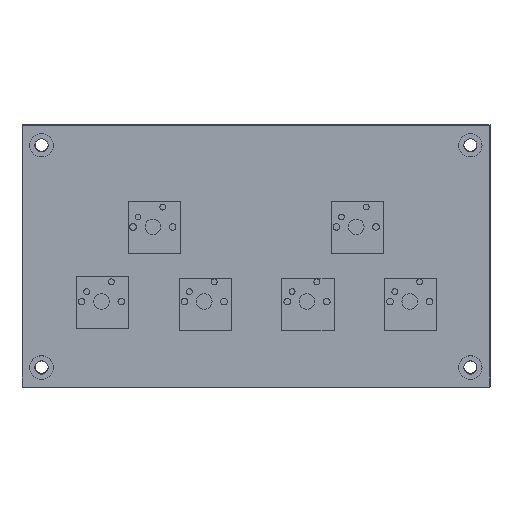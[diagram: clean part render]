
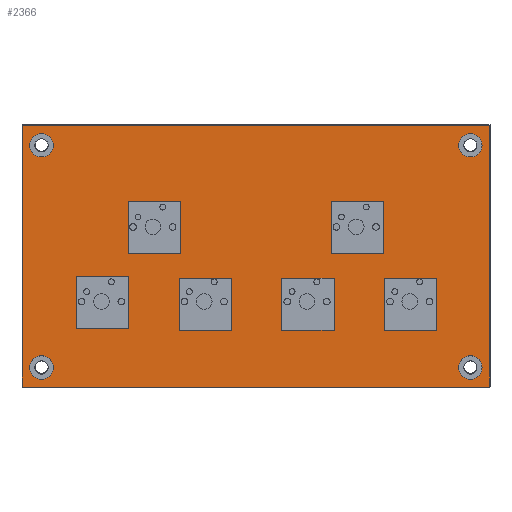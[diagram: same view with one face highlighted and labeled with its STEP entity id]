
A CAD part, top view. The second image highlights one B-rep face of the part: STEP entity #2366.
In plain terms, the highlighted planar face has unit normal (0, 0, 1).
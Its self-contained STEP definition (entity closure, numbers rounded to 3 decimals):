
#68=CIRCLE('',#2530,3.);
#69=CIRCLE('',#2536,3.);
#70=CIRCLE('',#2550,3.);
#71=CIRCLE('',#2552,3.);
#239=FACE_BOUND('',#553,.T.);
#240=FACE_BOUND('',#554,.T.);
#241=FACE_BOUND('',#555,.T.);
#242=FACE_BOUND('',#556,.T.);
#243=FACE_BOUND('',#557,.T.);
#244=FACE_BOUND('',#558,.T.);
#245=FACE_BOUND('',#559,.T.);
#246=FACE_BOUND('',#560,.T.);
#247=FACE_BOUND('',#561,.T.);
#248=FACE_BOUND('',#562,.T.);
#414=FACE_OUTER_BOUND('',#552,.T.);
#552=EDGE_LOOP('',(#1888,#1889,#1890,#1891));
#553=EDGE_LOOP('',(#1892));
#554=EDGE_LOOP('',(#1893));
#555=EDGE_LOOP('',(#1894,#1895,#1896,#1897));
#556=EDGE_LOOP('',(#1898,#1899,#1900,#1901));
#557=EDGE_LOOP('',(#1902,#1903,#1904,#1905));
#558=EDGE_LOOP('',(#1906));
#559=EDGE_LOOP('',(#1907,#1908,#1909,#1910));
#560=EDGE_LOOP('',(#1911));
#561=EDGE_LOOP('',(#1912,#1913,#1914,#1915));
#562=EDGE_LOOP('',(#1916,#1917,#1918,#1919));
#762=LINE('',#3564,#954);
#765=LINE('',#3570,#957);
#768=LINE('',#3576,#960);
#771=LINE('',#3580,#963);
#774=LINE('',#3588,#966);
#777=LINE('',#3594,#969);
#780=LINE('',#3600,#972);
#783=LINE('',#3604,#975);
#787=LINE('',#3616,#979);
#790=LINE('',#3622,#982);
#793=LINE('',#3628,#985);
#796=LINE('',#3632,#988);
#800=LINE('',#3644,#992);
#803=LINE('',#3650,#995);
#806=LINE('',#3656,#998);
#809=LINE('',#3660,#1001);
#812=LINE('',#3668,#1004);
#815=LINE('',#3674,#1007);
#818=LINE('',#3680,#1010);
#821=LINE('',#3684,#1013);
#824=LINE('',#3692,#1016);
#827=LINE('',#3698,#1019);
#830=LINE('',#3704,#1022);
#833=LINE('',#3708,#1025);
#838=LINE('',#3724,#1030);
#841=LINE('',#3730,#1033);
#844=LINE('',#3736,#1036);
#847=LINE('',#3740,#1039);
#954=VECTOR('',#2887,10.);
#957=VECTOR('',#2892,10.);
#960=VECTOR('',#2897,10.);
#963=VECTOR('',#2902,10.);
#966=VECTOR('',#2907,10.);
#969=VECTOR('',#2912,10.);
#972=VECTOR('',#2917,10.);
#975=VECTOR('',#2922,10.);
#979=VECTOR('',#2932,10.);
#982=VECTOR('',#2937,10.);
#985=VECTOR('',#2942,10.);
#988=VECTOR('',#2947,10.);
#992=VECTOR('',#2957,10.);
#995=VECTOR('',#2962,10.);
#998=VECTOR('',#2967,10.);
#1001=VECTOR('',#2972,10.);
#1004=VECTOR('',#2977,10.);
#1007=VECTOR('',#2982,10.);
#1010=VECTOR('',#2987,10.);
#1013=VECTOR('',#2992,10.);
#1016=VECTOR('',#2997,10.);
#1019=VECTOR('',#3002,10.);
#1022=VECTOR('',#3007,10.);
#1025=VECTOR('',#3012,10.);
#1030=VECTOR('',#3027,10.);
#1033=VECTOR('',#3032,10.);
#1036=VECTOR('',#3037,10.);
#1039=VECTOR('',#3042,10.);
#1150=VERTEX_POINT('',#3561);
#1151=VERTEX_POINT('',#3563);
#1153=VERTEX_POINT('',#3569);
#1155=VERTEX_POINT('',#3575);
#1158=VERTEX_POINT('',#3585);
#1159=VERTEX_POINT('',#3587);
#1161=VERTEX_POINT('',#3593);
#1163=VERTEX_POINT('',#3599);
#1164=VERTEX_POINT('',#3606);
#1167=VERTEX_POINT('',#3613);
#1168=VERTEX_POINT('',#3615);
#1170=VERTEX_POINT('',#3621);
#1172=VERTEX_POINT('',#3627);
#1173=VERTEX_POINT('',#3634);
#1176=VERTEX_POINT('',#3641);
#1177=VERTEX_POINT('',#3643);
#1179=VERTEX_POINT('',#3649);
#1181=VERTEX_POINT('',#3655);
#1184=VERTEX_POINT('',#3665);
#1185=VERTEX_POINT('',#3667);
#1187=VERTEX_POINT('',#3673);
#1189=VERTEX_POINT('',#3679);
#1192=VERTEX_POINT('',#3689);
#1193=VERTEX_POINT('',#3691);
#1195=VERTEX_POINT('',#3697);
#1197=VERTEX_POINT('',#3703);
#1198=VERTEX_POINT('',#3710);
#1199=VERTEX_POINT('',#3714);
#1202=VERTEX_POINT('',#3721);
#1203=VERTEX_POINT('',#3723);
#1205=VERTEX_POINT('',#3729);
#1207=VERTEX_POINT('',#3735);
#1382=EDGE_CURVE('',#1151,#1150,#762,.T.);
#1385=EDGE_CURVE('',#1153,#1151,#765,.T.);
#1388=EDGE_CURVE('',#1155,#1153,#768,.T.);
#1391=EDGE_CURVE('',#1150,#1155,#771,.T.);
#1394=EDGE_CURVE('',#1159,#1158,#774,.T.);
#1397=EDGE_CURVE('',#1161,#1159,#777,.T.);
#1400=EDGE_CURVE('',#1163,#1161,#780,.T.);
#1403=EDGE_CURVE('',#1158,#1163,#783,.T.);
#1404=EDGE_CURVE('',#1164,#1164,#68,.T.);
#1408=EDGE_CURVE('',#1168,#1167,#787,.T.);
#1411=EDGE_CURVE('',#1170,#1168,#790,.T.);
#1414=EDGE_CURVE('',#1172,#1170,#793,.T.);
#1417=EDGE_CURVE('',#1167,#1172,#796,.T.);
#1418=EDGE_CURVE('',#1173,#1173,#69,.T.);
#1422=EDGE_CURVE('',#1177,#1176,#800,.T.);
#1425=EDGE_CURVE('',#1179,#1177,#803,.T.);
#1428=EDGE_CURVE('',#1181,#1179,#806,.T.);
#1431=EDGE_CURVE('',#1176,#1181,#809,.T.);
#1434=EDGE_CURVE('',#1185,#1184,#812,.T.);
#1437=EDGE_CURVE('',#1187,#1185,#815,.T.);
#1440=EDGE_CURVE('',#1189,#1187,#818,.T.);
#1443=EDGE_CURVE('',#1184,#1189,#821,.T.);
#1446=EDGE_CURVE('',#1193,#1192,#824,.T.);
#1449=EDGE_CURVE('',#1195,#1193,#827,.T.);
#1452=EDGE_CURVE('',#1197,#1195,#830,.T.);
#1455=EDGE_CURVE('',#1192,#1197,#833,.T.);
#1456=EDGE_CURVE('',#1198,#1198,#70,.T.);
#1458=EDGE_CURVE('',#1199,#1199,#71,.T.);
#1462=EDGE_CURVE('',#1203,#1202,#838,.T.);
#1465=EDGE_CURVE('',#1205,#1203,#841,.T.);
#1468=EDGE_CURVE('',#1207,#1205,#844,.T.);
#1471=EDGE_CURVE('',#1202,#1207,#847,.T.);
#1888=ORIENTED_EDGE('',*,*,#1471,.T.);
#1889=ORIENTED_EDGE('',*,*,#1468,.T.);
#1890=ORIENTED_EDGE('',*,*,#1465,.T.);
#1891=ORIENTED_EDGE('',*,*,#1462,.T.);
#1892=ORIENTED_EDGE('',*,*,#1458,.T.);
#1893=ORIENTED_EDGE('',*,*,#1456,.T.);
#1894=ORIENTED_EDGE('',*,*,#1455,.T.);
#1895=ORIENTED_EDGE('',*,*,#1452,.T.);
#1896=ORIENTED_EDGE('',*,*,#1449,.T.);
#1897=ORIENTED_EDGE('',*,*,#1446,.T.);
#1898=ORIENTED_EDGE('',*,*,#1443,.T.);
#1899=ORIENTED_EDGE('',*,*,#1440,.T.);
#1900=ORIENTED_EDGE('',*,*,#1437,.T.);
#1901=ORIENTED_EDGE('',*,*,#1434,.T.);
#1902=ORIENTED_EDGE('',*,*,#1431,.T.);
#1903=ORIENTED_EDGE('',*,*,#1428,.T.);
#1904=ORIENTED_EDGE('',*,*,#1425,.T.);
#1905=ORIENTED_EDGE('',*,*,#1422,.T.);
#1906=ORIENTED_EDGE('',*,*,#1418,.T.);
#1907=ORIENTED_EDGE('',*,*,#1417,.T.);
#1908=ORIENTED_EDGE('',*,*,#1414,.T.);
#1909=ORIENTED_EDGE('',*,*,#1411,.T.);
#1910=ORIENTED_EDGE('',*,*,#1408,.T.);
#1911=ORIENTED_EDGE('',*,*,#1404,.T.);
#1912=ORIENTED_EDGE('',*,*,#1403,.T.);
#1913=ORIENTED_EDGE('',*,*,#1400,.T.);
#1914=ORIENTED_EDGE('',*,*,#1397,.T.);
#1915=ORIENTED_EDGE('',*,*,#1394,.T.);
#1916=ORIENTED_EDGE('',*,*,#1391,.T.);
#1917=ORIENTED_EDGE('',*,*,#1388,.T.);
#1918=ORIENTED_EDGE('',*,*,#1385,.T.);
#1919=ORIENTED_EDGE('',*,*,#1382,.T.);
#2291=PLANE('',#2557);
#2366=ADVANCED_FACE('',(#414,#239,#240,#241,#242,#243,#244,#245,#246,#247,
#248),#2291,.T.);
#2530=AXIS2_PLACEMENT_3D('',#3607,#2925,#2926);
#2536=AXIS2_PLACEMENT_3D('',#3635,#2950,#2951);
#2550=AXIS2_PLACEMENT_3D('',#3711,#3015,#3016);
#2552=AXIS2_PLACEMENT_3D('',#3715,#3020,#3021);
#2557=AXIS2_PLACEMENT_3D('',#3741,#3043,#3044);
#2887=DIRECTION('',(0.,1.,0.));
#2892=DIRECTION('',(-1.,0.,0.));
#2897=DIRECTION('',(0.,-1.,0.));
#2902=DIRECTION('',(1.,0.,0.));
#2907=DIRECTION('',(0.,-1.,0.));
#2912=DIRECTION('',(1.,0.,0.));
#2917=DIRECTION('',(0.,1.,0.));
#2922=DIRECTION('',(-1.,0.,0.));
#2925=DIRECTION('center_axis',(0.,0.,-1.));
#2926=DIRECTION('ref_axis',(-1.,0.,0.));
#2932=DIRECTION('',(0.,-1.,0.));
#2937=DIRECTION('',(1.,0.,0.));
#2942=DIRECTION('',(0.,1.,0.));
#2947=DIRECTION('',(-1.,0.,0.));
#2950=DIRECTION('center_axis',(0.,0.,-1.));
#2951=DIRECTION('ref_axis',(-1.,0.,0.));
#2957=DIRECTION('',(1.,0.,0.));
#2962=DIRECTION('',(0.,1.,0.));
#2967=DIRECTION('',(-1.,0.,0.));
#2972=DIRECTION('',(0.,-1.,0.));
#2977=DIRECTION('',(-1.,0.,0.));
#2982=DIRECTION('',(0.,-1.,0.));
#2987=DIRECTION('',(1.,0.,0.));
#2992=DIRECTION('',(0.,1.,0.));
#2997=DIRECTION('',(0.,1.,0.));
#3002=DIRECTION('',(-1.,0.,0.));
#3007=DIRECTION('',(0.,-1.,0.));
#3012=DIRECTION('',(1.,0.,0.));
#3015=DIRECTION('center_axis',(0.,0.,-1.));
#3016=DIRECTION('ref_axis',(-1.,0.,0.));
#3020=DIRECTION('center_axis',(0.,0.,-1.));
#3021=DIRECTION('ref_axis',(-1.,0.,0.));
#3027=DIRECTION('',(-1.,0.,0.));
#3032=DIRECTION('',(0.,1.,0.));
#3037=DIRECTION('',(1.,0.,0.));
#3042=DIRECTION('',(0.,-1.,0.));
#3043=DIRECTION('center_axis',(0.,0.,1.));
#3044=DIRECTION('ref_axis',(-1.,0.,0.));
#3561=CARTESIAN_POINT('',(52.991,-9.075,16.));
#3563=CARTESIAN_POINT('',(52.991,-22.475,16.));
#3564=CARTESIAN_POINT('',(52.991,-9.075,16.));
#3569=CARTESIAN_POINT('',(66.391,-22.475,16.));
#3570=CARTESIAN_POINT('',(52.991,-22.475,16.));
#3575=CARTESIAN_POINT('',(66.391,-9.075,16.));
#3576=CARTESIAN_POINT('',(66.391,-22.475,16.));
#3580=CARTESIAN_POINT('',(66.391,-9.075,16.));
#3585=CARTESIAN_POINT('',(0.59,-2.694,16.));
#3587=CARTESIAN_POINT('',(0.59,10.706,16.));
#3588=CARTESIAN_POINT('',(0.59,-2.694,16.));
#3593=CARTESIAN_POINT('',(-12.81,10.706,16.));
#3594=CARTESIAN_POINT('',(0.59,10.706,16.));
#3599=CARTESIAN_POINT('',(-12.81,-2.694,16.));
#3600=CARTESIAN_POINT('',(-12.81,10.706,16.));
#3604=CARTESIAN_POINT('',(-12.81,-2.694,16.));
#3606=CARTESIAN_POINT('',(78.,25.,16.));
#3607=CARTESIAN_POINT('Origin',(75.,25.,16.));
#3613=CARTESIAN_POINT('',(13.687,-22.475,16.));
#3615=CARTESIAN_POINT('',(13.687,-9.075,16.));
#3616=CARTESIAN_POINT('',(13.687,-22.475,16.));
#3621=CARTESIAN_POINT('',(0.287,-9.075,16.));
#3622=CARTESIAN_POINT('',(0.287,-9.075,16.));
#3627=CARTESIAN_POINT('',(0.287,-22.475,16.));
#3628=CARTESIAN_POINT('',(0.287,-9.075,16.));
#3632=CARTESIAN_POINT('',(0.287,-22.475,16.));
#3634=CARTESIAN_POINT('',(-32.,-32.,16.));
#3635=CARTESIAN_POINT('Origin',(-35.,-32.,16.));
#3641=CARTESIAN_POINT('',(52.753,10.706,16.));
#3643=CARTESIAN_POINT('',(39.353,10.706,16.));
#3644=CARTESIAN_POINT('',(39.353,10.706,16.));
#3649=CARTESIAN_POINT('',(39.353,-2.694,16.));
#3650=CARTESIAN_POINT('',(39.353,-2.694,16.));
#3655=CARTESIAN_POINT('',(52.753,-2.694,16.));
#3656=CARTESIAN_POINT('',(52.753,-2.694,16.));
#3660=CARTESIAN_POINT('',(52.753,10.706,16.));
#3665=CARTESIAN_POINT('',(-26.065,-22.075,16.));
#3667=CARTESIAN_POINT('',(-12.665,-22.075,16.));
#3668=CARTESIAN_POINT('',(-26.065,-22.075,16.));
#3673=CARTESIAN_POINT('',(-12.665,-8.675,16.));
#3674=CARTESIAN_POINT('',(-12.665,-8.675,16.));
#3679=CARTESIAN_POINT('',(-26.065,-8.675,16.));
#3680=CARTESIAN_POINT('',(-26.065,-8.675,16.));
#3684=CARTESIAN_POINT('',(-26.065,-22.075,16.));
#3689=CARTESIAN_POINT('',(26.639,-9.075,16.));
#3691=CARTESIAN_POINT('',(26.639,-22.475,16.));
#3692=CARTESIAN_POINT('',(26.639,-9.075,16.));
#3697=CARTESIAN_POINT('',(40.039,-22.475,16.));
#3698=CARTESIAN_POINT('',(26.639,-22.475,16.));
#3703=CARTESIAN_POINT('',(40.039,-9.075,16.));
#3704=CARTESIAN_POINT('',(40.039,-22.475,16.));
#3708=CARTESIAN_POINT('',(40.039,-9.075,16.));
#3710=CARTESIAN_POINT('',(-32.,25.,16.));
#3711=CARTESIAN_POINT('Origin',(-35.,25.,16.));
#3714=CARTESIAN_POINT('',(78.,-32.,16.));
#3715=CARTESIAN_POINT('Origin',(75.,-32.,16.));
#3721=CARTESIAN_POINT('',(-40.,30.,16.));
#3723=CARTESIAN_POINT('',(80.,30.,16.));
#3724=CARTESIAN_POINT('',(-40.,30.,16.));
#3729=CARTESIAN_POINT('',(80.,-37.,16.));
#3730=CARTESIAN_POINT('',(80.,-37.,16.));
#3735=CARTESIAN_POINT('',(-40.,-37.,16.));
#3736=CARTESIAN_POINT('',(-40.,-37.,16.));
#3740=CARTESIAN_POINT('',(-40.,30.,16.));
#3741=CARTESIAN_POINT('Origin',(20.,-3.5,16.));
